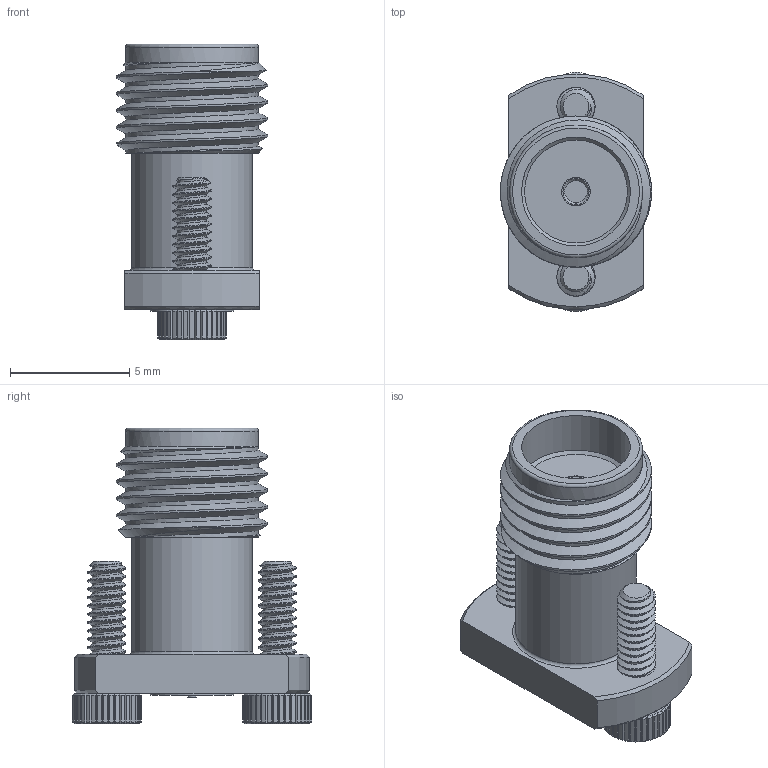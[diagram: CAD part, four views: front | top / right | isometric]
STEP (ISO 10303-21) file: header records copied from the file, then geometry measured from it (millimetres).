
FILE_DESCRIPTION (( 'STEP AP203' ), '1' );
FILE_NAME ('FMCN1483_3D.step', '2020-08-11T18:42:11', ( '' ), ( '' ), 'SwSTEP 2.0', 'SolidWorks 2018', '' );
FILE_SCHEMA (( 'CONFIG_CONTROL_DESIGN' ));
Length unit declared in the file: inch
Products named in the file (1): FMCN1483_3D
Bounding box: 6.35 x 10.05 x 12.41 mm (x, y, z)
Volume: 303 mm3; surface area: 559.5 mm2
Topology: 3 solids, 3 shells, 461 faces, 1018 edges, 580 vertices
Faces by surface type: plane 197, cone 151, cylinder 102, bspline 9, torus 2
Full cylindrical faces by diameter (mm): 0.35 x1, 0.61 x1, 0.94 x1, 1.194 x1, 1.25 x2, 1.27 x1, 1.6 x4, 3.5 x1, 4.572 x1, 5.074 x1, 5.582 x1
Entity records: 17981 total; most frequent: CARTESIAN_POINT 8401, ORIENTED_EDGE 1982, DIRECTION 1932, EDGE_CURVE 991, AXIS2_PLACEMENT_3D 813, VERTEX_POINT 573, EDGE_LOOP 502, FACE_OUTER_BOUND 478
